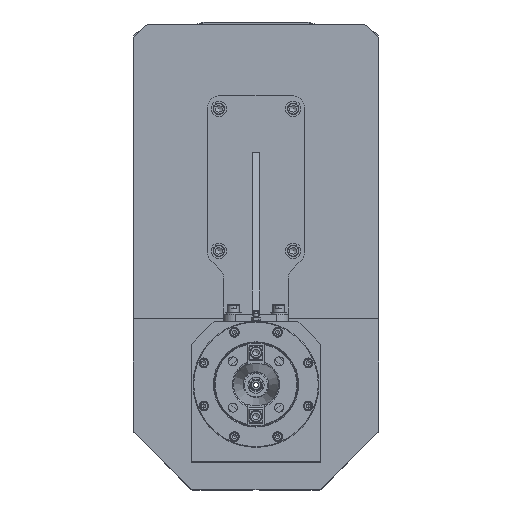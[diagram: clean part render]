
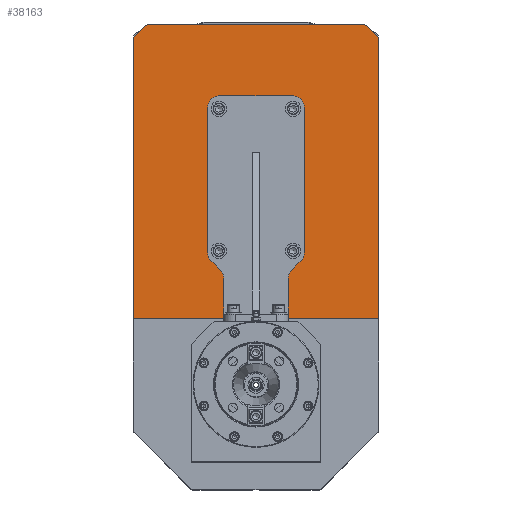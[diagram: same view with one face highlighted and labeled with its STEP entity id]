
A CAD part, top view. The second image highlights one B-rep face of the part: STEP entity #38163.
In plain terms, the highlighted planar face has unit normal (0, 0, 1).
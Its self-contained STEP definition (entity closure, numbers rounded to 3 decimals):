
#2729=LINE('',#64187,#5405);
#2732=LINE('',#64197,#5408);
#2739=LINE('',#64210,#5415);
#2741=LINE('',#64214,#5417);
#2742=LINE('',#64227,#5418);
#2743=LINE('',#64231,#5419);
#2744=LINE('',#64234,#5420);
#2745=LINE('',#64239,#5421);
#5405=VECTOR('',#51803,1000.);
#5408=VECTOR('',#51812,1000.);
#5415=VECTOR('',#51825,1000.);
#5417=VECTOR('',#51829,1000.);
#5418=VECTOR('',#51842,1000.);
#5419=VECTOR('',#51845,1000.);
#5420=VECTOR('',#51848,1000.);
#5421=VECTOR('',#51853,1000.);
#7509=PLANE('',#45357);
#11824=ORIENTED_EDGE('',*,*,#20186,.T.);
#11825=ORIENTED_EDGE('',*,*,#20187,.T.);
#11826=ORIENTED_EDGE('',*,*,#20188,.T.);
#11827=ORIENTED_EDGE('',*,*,#20189,.T.);
#11828=ORIENTED_EDGE('',*,*,#20190,.F.);
#11829=ORIENTED_EDGE('',*,*,#20191,.F.);
#11830=ORIENTED_EDGE('',*,*,#20192,.F.);
#11831=ORIENTED_EDGE('',*,*,#20193,.F.);
#11832=ORIENTED_EDGE('',*,*,#20175,.T.);
#11833=ORIENTED_EDGE('',*,*,#20194,.T.);
#11834=ORIENTED_EDGE('',*,*,#20195,.T.);
#11835=ORIENTED_EDGE('',*,*,#20196,.T.);
#11836=ORIENTED_EDGE('',*,*,#20170,.T.);
#11837=ORIENTED_EDGE('',*,*,#20197,.T.);
#11838=ORIENTED_EDGE('',*,*,#20198,.T.);
#11839=ORIENTED_EDGE('',*,*,#20199,.T.);
#11840=ORIENTED_EDGE('',*,*,#20183,.T.);
#11841=ORIENTED_EDGE('',*,*,#20185,.T.);
#20170=EDGE_CURVE('',#25927,#25926,#2729,.T.);
#20175=EDGE_CURVE('',#25931,#25930,#2732,.T.);
#20183=EDGE_CURVE('',#25934,#25933,#2739,.T.);
#20185=EDGE_CURVE('',#25933,#25931,#2741,.T.);
#20186=EDGE_CURVE('',#25935,#25935,#29902,.T.);
#20187=EDGE_CURVE('',#25936,#25936,#29903,.T.);
#20188=EDGE_CURVE('',#25937,#25937,#29904,.T.);
#20189=EDGE_CURVE('',#25938,#25938,#29905,.T.);
#20190=EDGE_CURVE('',#25939,#25940,#29906,.T.);
#20191=EDGE_CURVE('',#25941,#25939,#2742,.T.);
#20192=EDGE_CURVE('',#25942,#25941,#29907,.T.);
#20193=EDGE_CURVE('',#25940,#25942,#2743,.T.);
#20194=EDGE_CURVE('',#25930,#25943,#29908,.T.);
#20195=EDGE_CURVE('',#25943,#25944,#2744,.F.);
#20196=EDGE_CURVE('',#25944,#25927,#29909,.T.);
#20197=EDGE_CURVE('',#25926,#25945,#29910,.T.);
#20198=EDGE_CURVE('',#25945,#25946,#2745,.F.);
#20199=EDGE_CURVE('',#25946,#25934,#29911,.T.);
#25926=VERTEX_POINT('',#64186);
#25927=VERTEX_POINT('',#64188);
#25930=VERTEX_POINT('',#64196);
#25931=VERTEX_POINT('',#64198);
#25933=VERTEX_POINT('',#64209);
#25934=VERTEX_POINT('',#64211);
#25935=VERTEX_POINT('',#64217);
#25936=VERTEX_POINT('',#64219);
#25937=VERTEX_POINT('',#64221);
#25938=VERTEX_POINT('',#64223);
#25939=VERTEX_POINT('',#64225);
#25940=VERTEX_POINT('',#64226);
#25941=VERTEX_POINT('',#64228);
#25942=VERTEX_POINT('',#64230);
#25943=VERTEX_POINT('',#64233);
#25944=VERTEX_POINT('',#64235);
#25945=VERTEX_POINT('',#64238);
#25946=VERTEX_POINT('',#64240);
#29902=CIRCLE('',#45358,5.053);
#29903=CIRCLE('',#45359,5.053);
#29904=CIRCLE('',#45360,5.053);
#29905=CIRCLE('',#45361,5.053);
#29906=CIRCLE('',#45362,57.5);
#29907=CIRCLE('',#45363,57.5);
#29908=CIRCLE('',#45364,5.);
#29909=CIRCLE('',#45365,5.);
#29910=CIRCLE('',#45366,5.);
#29911=CIRCLE('',#45367,5.);
#32318=EDGE_LOOP('',(#11824));
#32319=EDGE_LOOP('',(#11825));
#32320=EDGE_LOOP('',(#11826));
#32321=EDGE_LOOP('',(#11827));
#32322=EDGE_LOOP('',(#11828,#11829,#11830,#11831));
#32323=EDGE_LOOP('',(#11832,#11833,#11834,#11835,#11836,#11837,#11838,#11839,
#11840,#11841));
#35179=FACE_BOUND('',#32318,.T.);
#35180=FACE_BOUND('',#32319,.T.);
#35181=FACE_BOUND('',#32320,.T.);
#35182=FACE_BOUND('',#32321,.T.);
#35183=FACE_BOUND('',#32322,.T.);
#35184=FACE_BOUND('',#32323,.T.);
#38163=ADVANCED_FACE('',(#35179,#35180,#35181,#35182,#35183,#35184),#7509,
 .T.);
#45357=AXIS2_PLACEMENT_3D('',#64215,#51830,#51831);
#45358=AXIS2_PLACEMENT_3D('',#64216,#51832,#51833);
#45359=AXIS2_PLACEMENT_3D('',#64218,#51834,#51835);
#45360=AXIS2_PLACEMENT_3D('',#64220,#51836,#51837);
#45361=AXIS2_PLACEMENT_3D('',#64222,#51838,#51839);
#45362=AXIS2_PLACEMENT_3D('',#64224,#51840,#51841);
#45363=AXIS2_PLACEMENT_3D('',#64229,#51843,#51844);
#45364=AXIS2_PLACEMENT_3D('',#64232,#51846,#51847);
#45365=AXIS2_PLACEMENT_3D('',#64236,#51849,#51850);
#45366=AXIS2_PLACEMENT_3D('',#64237,#51851,#51852);
#45367=AXIS2_PLACEMENT_3D('',#64241,#51854,#51855);
#51803=DIRECTION('',(-1.,0.,0.));
#51812=DIRECTION('',(0.,1.,0.));
#51825=DIRECTION('',(0.,-1.,0.));
#51829=DIRECTION('',(1.,0.,0.));
#51830=DIRECTION('',(0.,0.,1.));
#51831=DIRECTION('',(0.,-1.,0.));
#51832=DIRECTION('',(0.,0.,-1.));
#51833=DIRECTION('',(0.,-1.,0.));
#51834=DIRECTION('',(0.,0.,-1.));
#51835=DIRECTION('',(0.,-1.,0.));
#51836=DIRECTION('',(0.,0.,-1.));
#51837=DIRECTION('',(0.,-1.,0.));
#51838=DIRECTION('',(0.,0.,-1.));
#51839=DIRECTION('',(0.,-1.,0.));
#51840=DIRECTION('',(0.,0.,1.));
#51841=DIRECTION('',(1.,0.,0.));
#51842=DIRECTION('',(0.,1.,0.));
#51843=DIRECTION('',(0.,0.,1.));
#51844=DIRECTION('',(-1.,0.,0.));
#51845=DIRECTION('',(0.,-1.,0.));
#51846=DIRECTION('',(0.,0.,1.));
#51847=DIRECTION('',(0.,-1.,0.));
#51848=DIRECTION('',(0.707,-0.707,0.));
#51849=DIRECTION('',(0.,0.,1.));
#51850=DIRECTION('',(0.,-1.,0.));
#51851=DIRECTION('',(0.,0.,1.));
#51852=DIRECTION('',(0.,-1.,0.));
#51853=DIRECTION('',(0.707,0.707,0.));
#51854=DIRECTION('',(0.,0.,1.));
#51855=DIRECTION('',(0.,-1.,0.));
#64186=CARTESIAN_POINT('',(-167.929,557.5,-425.));
#64187=CARTESIAN_POINT('',(190.,557.5,-425.));
#64188=CARTESIAN_POINT('',(167.929,557.5,-425.));
#64196=CARTESIAN_POINT('',(190.,535.429,-425.));
#64197=CARTESIAN_POINT('',(190.,102.5,-425.));
#64198=CARTESIAN_POINT('',(190.,102.5,-425.));
#64209=CARTESIAN_POINT('',(-190.,102.5,-425.));
#64210=CARTESIAN_POINT('',(-190.,557.5,-425.));
#64211=CARTESIAN_POINT('',(-190.,535.429,-425.));
#64214=CARTESIAN_POINT('',(-190.,102.5,-425.));
#64215=CARTESIAN_POINT('',(0.,0.,-425.));
#64216=CARTESIAN_POINT('',(57.5,427.5,-425.));
#64217=CARTESIAN_POINT('',(57.5,422.447,-425.));
#64218=CARTESIAN_POINT('',(57.5,207.5,-425.));
#64219=CARTESIAN_POINT('',(57.5,202.447,-425.));
#64220=CARTESIAN_POINT('',(-57.5,207.5,-425.));
#64221=CARTESIAN_POINT('',(-57.5,202.447,-425.));
#64222=CARTESIAN_POINT('',(-57.5,427.5,-425.));
#64223=CARTESIAN_POINT('',(-57.5,422.447,-425.));
#64224=CARTESIAN_POINT('',(0.,370.,-425.));
#64225=CARTESIAN_POINT('',(57.5,370.,-425.));
#64226=CARTESIAN_POINT('',(-57.5,370.,-425.));
#64227=CARTESIAN_POINT('',(57.5,265.,-425.));
#64228=CARTESIAN_POINT('',(57.5,265.,-425.));
#64229=CARTESIAN_POINT('',(0.,265.,-425.));
#64230=CARTESIAN_POINT('',(-57.5,265.,-425.));
#64231=CARTESIAN_POINT('',(-57.5,370.,-425.));
#64232=CARTESIAN_POINT('',(185.,535.429,-425.));
#64233=CARTESIAN_POINT('',(188.536,538.964,-425.));
#64234=CARTESIAN_POINT('',(363.75,363.75,-425.));
#64235=CARTESIAN_POINT('',(171.464,556.036,-425.));
#64236=CARTESIAN_POINT('',(167.929,552.5,-425.));
#64237=CARTESIAN_POINT('',(-167.929,552.5,-425.));
#64238=CARTESIAN_POINT('',(-171.464,556.036,-425.));
#64239=CARTESIAN_POINT('',(-363.75,363.75,-425.));
#64240=CARTESIAN_POINT('',(-188.536,538.964,-425.));
#64241=CARTESIAN_POINT('',(-185.,535.429,-425.));
